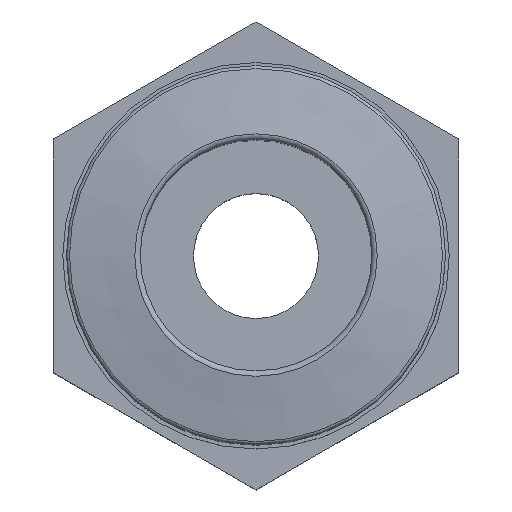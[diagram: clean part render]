
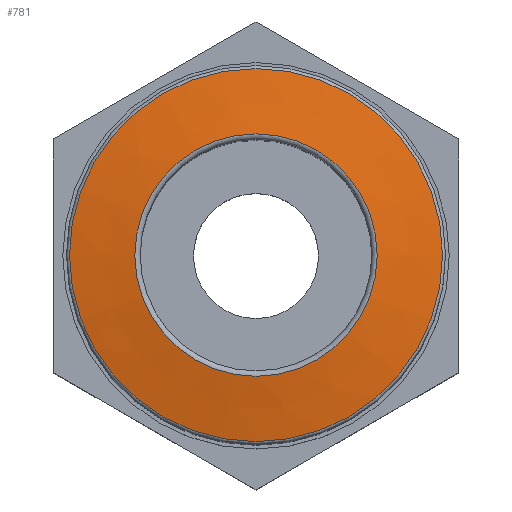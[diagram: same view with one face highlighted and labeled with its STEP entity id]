
A CAD part, top view. The second image highlights one B-rep face of the part: STEP entity #781.
In plain terms, the highlighted conical face has half-angle 80 degrees and reference radius 6.65 mm.
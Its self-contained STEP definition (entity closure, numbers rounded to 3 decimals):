
#44=CONICAL_SURFACE('',#828,6.65,1.396);
#59=CIRCLE('',#829,10.235);
#60=CIRCLE('',#830,6.65);
#99=ORIENTED_EDGE('',*,*,#215,.F.);
#100=ORIENTED_EDGE('',*,*,#216,.T.);
#215=EDGE_CURVE('',#273,#273,#59,.T.);
#216=EDGE_CURVE('',#274,#274,#60,.T.);
#273=VERTEX_POINT('',#1083);
#274=VERTEX_POINT('',#1085);
#338=EDGE_LOOP('',(#99));
#339=EDGE_LOOP('',(#100));
#408=FACE_BOUND('',#338,.T.);
#409=FACE_BOUND('',#339,.T.);
#781=ADVANCED_FACE('',(#408,#409),#44,.T.);
#828=AXIS2_PLACEMENT_3D('',#1081,#913,#914);
#829=AXIS2_PLACEMENT_3D('',#1082,#915,#916);
#830=AXIS2_PLACEMENT_3D('',#1084,#917,#918);
#913=DIRECTION('',(0.,0.,-1.));
#914=DIRECTION('',(-1.,0.,0.));
#915=DIRECTION('',(0.,0.,-1.));
#916=DIRECTION('',(-1.,0.,0.));
#917=DIRECTION('',(0.,0.,-1.));
#918=DIRECTION('',(-1.,0.,0.));
#1081=CARTESIAN_POINT('',(0.,0.,33.6));
#1082=CARTESIAN_POINT('',(0.,0.,32.968));
#1083=CARTESIAN_POINT('',(-10.235,0.,32.968));
#1084=CARTESIAN_POINT('',(0.,0.,33.6));
#1085=CARTESIAN_POINT('',(-6.65,0.,33.6));
